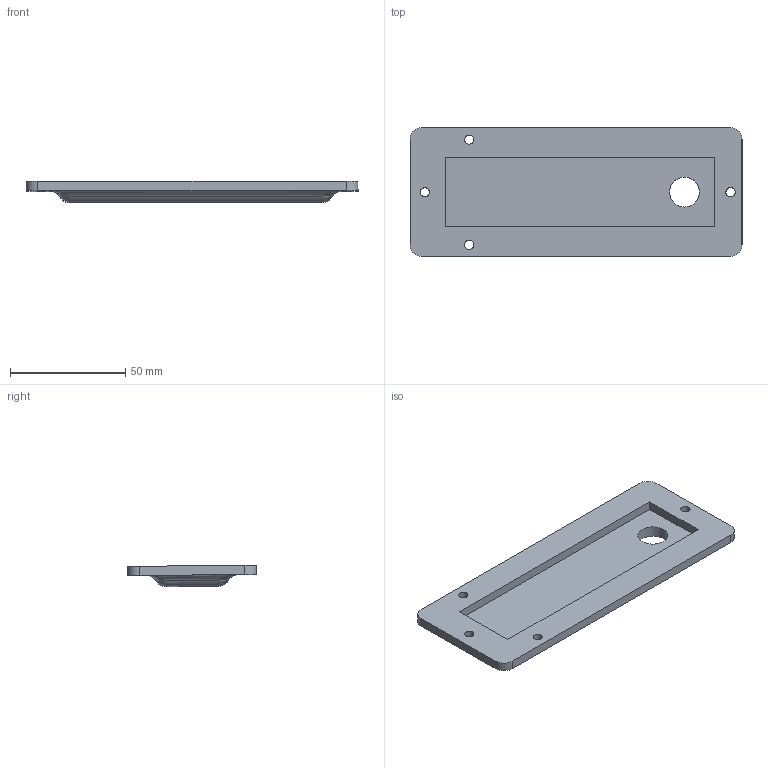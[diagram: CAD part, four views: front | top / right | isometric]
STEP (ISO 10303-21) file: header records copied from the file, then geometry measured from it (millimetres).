
FILE_DESCRIPTION(/* description */ (''),/* implementation_level */ '2;1');
FILE_NAME(/* name */ 'tool_m12_shield.step',/* time_stamp */ '2025-04-13T17:35:28-04:00',/* author */ (''),/* organization */ (''),/* preprocessor_version */ 'ST-DEVELOPER v20.1',/* originating_system */ 'Autodesk Translation Framework v14.4.0.0',/* authorisation */ '');
FILE_SCHEMA (('AUTOMOTIVE_DESIGN { 1 0 10303 214 3 1 1 }'));
Length unit declared in the file: millimetre
Products named in the file (2): armatron_7; Wrist Joint
Assembly tree (1 placements, depth 2):
  armatron_7
    Wrist Joint
Bounding box: 144.31 x 55.98 x 9.32 mm (x, y, z)
Volume: 35862.1 mm3; surface area: 19415.6 mm2
Topology: 1 solids, 1 shells, 37 faces, 90 edges, 52 vertices
Faces by surface type: cylinder 17, plane 12, sphere 4, bspline 4
Full cylindrical faces by diameter (mm): 4 x4, 13 x1
Entity records: 1232 total; most frequent: CARTESIAN_POINT 290, DIRECTION 196, ORIENTED_EDGE 172, EDGE_CURVE 86, AXIS2_PLACEMENT_3D 75, VERTEX_POINT 52, EDGE_LOOP 48, LINE 46
